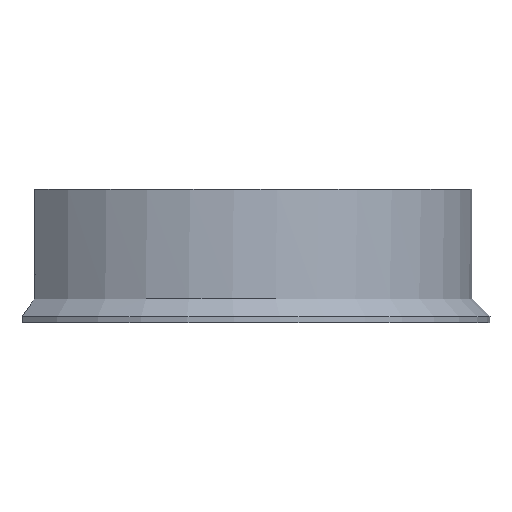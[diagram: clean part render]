
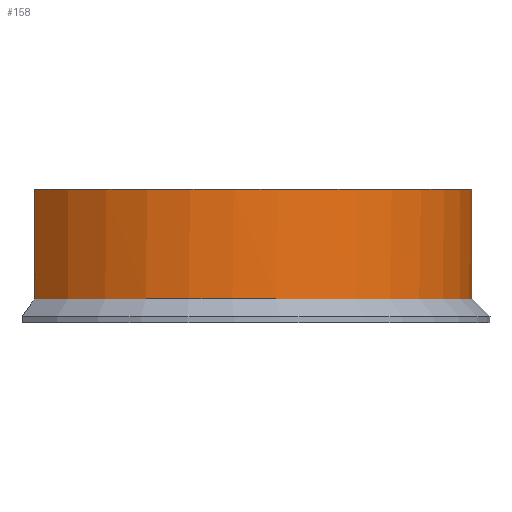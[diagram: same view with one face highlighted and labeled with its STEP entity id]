
A CAD part, left-side view. The second image highlights one B-rep face of the part: STEP entity #158.
In plain terms, the highlighted cylindrical face has radius 105 mm (diameter 210 mm), a partial arc.
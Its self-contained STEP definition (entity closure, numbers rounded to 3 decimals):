
#22 = VERTEX_POINT('',#23);
#23 = CARTESIAN_POINT('',(-73.536,74.95,10.));
#50 = VERTEX_POINT('',#51);
#51 = CARTESIAN_POINT('',(73.536,74.95,10.));
#57 = EDGE_CURVE('',#58,#50,#60,.T.);
#58 = VERTEX_POINT('',#59);
#59 = CARTESIAN_POINT('',(105.,0.,10.));
#60 = CIRCLE('',#61,105.);
#61 = AXIS2_PLACEMENT_3D('',#62,#63,#64);
#62 = CARTESIAN_POINT('',(0.,0.,10.));
#63 = DIRECTION('',(0.,0.,1.));
#64 = DIRECTION('',(1.,0.,0.));
#66 = EDGE_CURVE('',#22,#58,#67,.T.);
#67 = CIRCLE('',#68,105.);
#68 = AXIS2_PLACEMENT_3D('',#69,#70,#71);
#69 = CARTESIAN_POINT('',(0.,0.,10.));
#70 = DIRECTION('',(0.,0.,1.));
#71 = DIRECTION('',(1.,0.,0.));
#82 = EDGE_CURVE('',#83,#22,#85,.T.);
#83 = VERTEX_POINT('',#84);
#84 = CARTESIAN_POINT('',(-73.536,74.95,20.));
#85 = LINE('',#86,#87);
#86 = CARTESIAN_POINT('',(-73.536,74.95,0.));
#87 = VECTOR('',#88,1.);
#88 = DIRECTION('',(-0.,-0.,-1.));
#158 = ADVANCED_FACE('',(#159),#231,.T.);
#159 = FACE_BOUND('',#160,.F.);
#160 = EDGE_LOOP('',(#161,#162,#171,#179,#188,#197,#206,#214,#223,#229,
    #230));
#161 = ORIENTED_EDGE('',*,*,#82,.F.);
#162 = ORIENTED_EDGE('',*,*,#163,.F.);
#163 = EDGE_CURVE('',#164,#83,#166,.T.);
#164 = VERTEX_POINT('',#165);
#165 = CARTESIAN_POINT('',(-73.536,74.95,20.));
#166 = CIRCLE('',#167,105.);
#167 = AXIS2_PLACEMENT_3D('',#168,#169,#170);
#168 = CARTESIAN_POINT('',(0.,0.,20.));
#169 = DIRECTION('',(0.,0.,-1.));
#170 = DIRECTION('',(1.,0.,0.));
#171 = ORIENTED_EDGE('',*,*,#172,.F.);
#172 = EDGE_CURVE('',#173,#164,#175,.T.);
#173 = VERTEX_POINT('',#174);
#174 = CARTESIAN_POINT('',(-73.536,74.95,55.));
#175 = LINE('',#176,#177);
#176 = CARTESIAN_POINT('',(-73.536,74.95,25.));
#177 = VECTOR('',#178,1.);
#178 = DIRECTION('',(0.,0.,-1.));
#179 = ORIENTED_EDGE('',*,*,#180,.T.);
#180 = EDGE_CURVE('',#173,#181,#183,.T.);
#181 = VERTEX_POINT('',#182);
#182 = CARTESIAN_POINT('',(-47.669,-93.556,55.));
#183 = CIRCLE('',#184,105.);
#184 = AXIS2_PLACEMENT_3D('',#185,#186,#187);
#185 = CARTESIAN_POINT('',(0.,0.,55.));
#186 = DIRECTION('',(0.,0.,1.));
#187 = DIRECTION('',(-0.454,-0.891,0.));
#188 = ORIENTED_EDGE('',*,*,#189,.T.);
#189 = EDGE_CURVE('',#181,#190,#192,.T.);
#190 = VERTEX_POINT('',#191);
#191 = CARTESIAN_POINT('',(105.,0.,55.));
#192 = CIRCLE('',#193,105.);
#193 = AXIS2_PLACEMENT_3D('',#194,#195,#196);
#194 = CARTESIAN_POINT('',(0.,0.,55.));
#195 = DIRECTION('',(0.,0.,1.));
#196 = DIRECTION('',(-0.454,-0.891,0.));
#197 = ORIENTED_EDGE('',*,*,#198,.T.);
#198 = EDGE_CURVE('',#190,#199,#201,.T.);
#199 = VERTEX_POINT('',#200);
#200 = CARTESIAN_POINT('',(73.536,74.95,55.));
#201 = CIRCLE('',#202,105.);
#202 = AXIS2_PLACEMENT_3D('',#203,#204,#205);
#203 = CARTESIAN_POINT('',(0.,0.,55.));
#204 = DIRECTION('',(0.,0.,1.));
#205 = DIRECTION('',(-0.454,-0.891,0.));
#206 = ORIENTED_EDGE('',*,*,#207,.T.);
#207 = EDGE_CURVE('',#199,#208,#210,.T.);
#208 = VERTEX_POINT('',#209);
#209 = CARTESIAN_POINT('',(73.536,74.95,20.));
#210 = LINE('',#211,#212);
#211 = CARTESIAN_POINT('',(73.536,74.95,0.));
#212 = VECTOR('',#213,1.);
#213 = DIRECTION('',(-0.,-0.,-1.));
#214 = ORIENTED_EDGE('',*,*,#215,.F.);
#215 = EDGE_CURVE('',#216,#208,#218,.T.);
#216 = VERTEX_POINT('',#217);
#217 = CARTESIAN_POINT('',(73.536,74.95,20.));
#218 = CIRCLE('',#219,105.);
#219 = AXIS2_PLACEMENT_3D('',#220,#221,#222);
#220 = CARTESIAN_POINT('',(0.,0.,20.));
#221 = DIRECTION('',(0.,0.,-1.));
#222 = DIRECTION('',(1.,0.,0.));
#223 = ORIENTED_EDGE('',*,*,#224,.T.);
#224 = EDGE_CURVE('',#216,#50,#225,.T.);
#225 = LINE('',#226,#227);
#226 = CARTESIAN_POINT('',(73.536,74.95,0.));
#227 = VECTOR('',#228,1.);
#228 = DIRECTION('',(-0.,-0.,-1.));
#229 = ORIENTED_EDGE('',*,*,#57,.F.);
#230 = ORIENTED_EDGE('',*,*,#66,.F.);
#231 = CYLINDRICAL_SURFACE('',#232,105.);
#232 = AXIS2_PLACEMENT_3D('',#233,#234,#235);
#233 = CARTESIAN_POINT('',(0.,0.,0.));
#234 = DIRECTION('',(-0.,-0.,-1.));
#235 = DIRECTION('',(1.,0.,0.));
